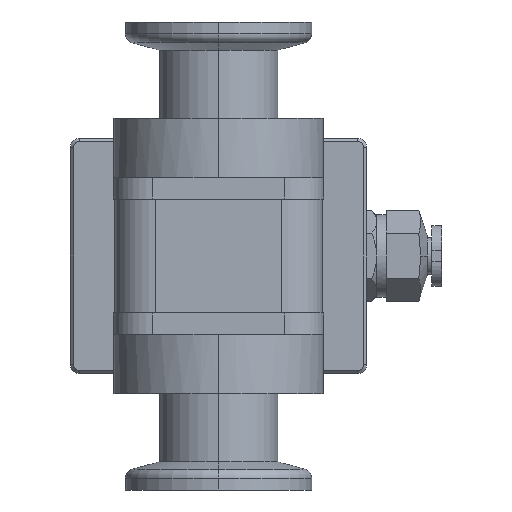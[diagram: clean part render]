
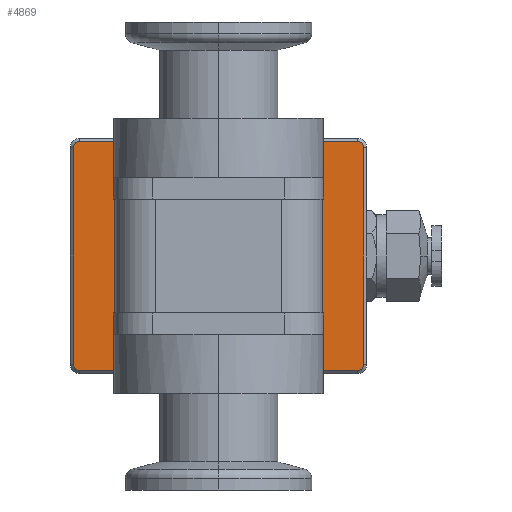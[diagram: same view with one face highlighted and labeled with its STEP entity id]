
A CAD part, front view. The second image highlights one B-rep face of the part: STEP entity #4869.
In plain terms, the highlighted planar face has unit normal (0, -1, 0).
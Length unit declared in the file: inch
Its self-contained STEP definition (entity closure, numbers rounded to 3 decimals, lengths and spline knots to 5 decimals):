
#490=DIRECTION('',(1.,0.,0.));
#491=VECTOR('',#490,1.28);
#492=CARTESIAN_POINT('',(-0.64,1.365,0.46));
#493=LINE('',#492,#491);
#498=DIRECTION('',(0.,0.,-1.));
#499=VECTOR('',#498,1.37);
#500=CARTESIAN_POINT('',(0.9175,1.365,0.685));
#501=LINE('',#500,#499);
#502=CARTESIAN_POINT('',(0.8775,1.365,-0.685));
#503=DIRECTION('',(0.,1.,0.));
#504=DIRECTION('',(1.,0.,0.));
#505=AXIS2_PLACEMENT_3D('',#502,#503,#504);
#507=DIRECTION('',(-1.,0.,0.));
#508=VECTOR('',#507,1.755);
#509=CARTESIAN_POINT('',(0.8775,1.365,-0.725));
#510=LINE('',#509,#508);
#511=CARTESIAN_POINT('',(-0.8775,1.365,-0.685));
#512=DIRECTION('',(0.,1.,0.));
#513=DIRECTION('',(0.,0.,-1.));
#514=AXIS2_PLACEMENT_3D('',#511,#512,#513);
#516=DIRECTION('',(0.,0.,1.));
#517=VECTOR('',#516,1.37);
#518=CARTESIAN_POINT('',(-0.9175,1.365,-0.685));
#519=LINE('',#518,#517);
#520=CARTESIAN_POINT('',(-0.8775,1.365,0.685));
#521=DIRECTION('',(0.,1.,0.));
#522=DIRECTION('',(-1.,0.,0.));
#523=AXIS2_PLACEMENT_3D('',#520,#521,#522);
#525=DIRECTION('',(1.,0.,0.));
#526=VECTOR('',#525,1.755);
#527=CARTESIAN_POINT('',(-0.8775,1.365,0.725));
#528=LINE('',#527,#526);
#529=CARTESIAN_POINT('',(0.8775,1.365,0.685));
#530=DIRECTION('',(0.,1.,0.));
#531=DIRECTION('',(0.,0.,1.));
#532=AXIS2_PLACEMENT_3D('',#529,#530,#531);
#534=DIRECTION('',(0.,0.,1.));
#535=VECTOR('',#534,0.92);
#536=CARTESIAN_POINT('',(-0.64,1.365,-0.46));
#537=LINE('',#536,#535);
#550=DIRECTION('',(1.,0.,0.));
#551=VECTOR('',#550,1.28);
#552=CARTESIAN_POINT('',(-0.64,1.365,-0.46));
#553=LINE('',#552,#551);
#554=DIRECTION('',(0.,0.,1.));
#555=VECTOR('',#554,0.92);
#556=CARTESIAN_POINT('',(0.64,1.365,-0.46));
#557=LINE('',#556,#555);
#3430=CARTESIAN_POINT('',(-0.64,1.365,-0.46));
#3431=CARTESIAN_POINT('',(-0.64,1.365,0.46));
#3432=VERTEX_POINT('',#3430);
#3433=VERTEX_POINT('',#3431);
#3434=CARTESIAN_POINT('',(0.64,1.365,-0.46));
#3435=CARTESIAN_POINT('',(0.64,1.365,0.46));
#3436=VERTEX_POINT('',#3434);
#3437=VERTEX_POINT('',#3435);
#3460=CARTESIAN_POINT('',(0.9175,1.365,0.685));
#3461=CARTESIAN_POINT('',(0.9175,1.365,-0.685));
#3462=VERTEX_POINT('',#3460);
#3463=VERTEX_POINT('',#3461);
#3468=CARTESIAN_POINT('',(0.8775,1.365,-0.725));
#3469=CARTESIAN_POINT('',(-0.8775,1.365,-0.725));
#3470=VERTEX_POINT('',#3468);
#3471=VERTEX_POINT('',#3469);
#3476=CARTESIAN_POINT('',(-0.9175,1.365,-0.685));
#3477=CARTESIAN_POINT('',(-0.9175,1.365,0.685));
#3478=VERTEX_POINT('',#3476);
#3479=VERTEX_POINT('',#3477);
#3482=CARTESIAN_POINT('',(-0.8775,1.365,0.725));
#3483=CARTESIAN_POINT('',(0.8775,1.365,0.725));
#3484=VERTEX_POINT('',#3482);
#3485=VERTEX_POINT('',#3483);
#4837=CARTESIAN_POINT('',(-0.9375,1.365,-0.745));
#4838=DIRECTION('',(0.,-1.,0.));
#4839=DIRECTION('',(1.,0.,0.));
#4840=AXIS2_PLACEMENT_3D('',#4837,#4838,#4839);
#4841=PLANE('',#4840);
#4843=ORIENTED_EDGE('',*,*,#4842,.T.);
#4845=ORIENTED_EDGE('',*,*,#4844,.T.);
#4847=ORIENTED_EDGE('',*,*,#4846,.T.);
#4849=ORIENTED_EDGE('',*,*,#4848,.T.);
#4851=ORIENTED_EDGE('',*,*,#4850,.T.);
#4853=ORIENTED_EDGE('',*,*,#4852,.T.);
#4855=ORIENTED_EDGE('',*,*,#4854,.T.);
#4857=ORIENTED_EDGE('',*,*,#4856,.T.);
#4858=EDGE_LOOP('',(#4843,#4845,#4847,#4849,#4851,#4853,#4855,#4857));
#4859=FACE_OUTER_BOUND('',#4858,.F.);
#4861=ORIENTED_EDGE('',*,*,#4860,.F.);
#4863=ORIENTED_EDGE('',*,*,#4862,.T.);
#4865=ORIENTED_EDGE('',*,*,#4864,.T.);
#4866=ORIENTED_EDGE('',*,*,#4827,.F.);
#4867=EDGE_LOOP('',(#4861,#4863,#4865,#4866));
#4868=FACE_BOUND('',#4867,.F.);
#506=CIRCLE('',#505,0.04);
#515=CIRCLE('',#514,0.04);
#524=CIRCLE('',#523,0.04);
#533=CIRCLE('',#532,0.04);
#4827=EDGE_CURVE('',#3433,#3437,#493,.T.);
#4842=EDGE_CURVE('',#3462,#3463,#501,.T.);
#4844=EDGE_CURVE('',#3463,#3470,#506,.T.);
#4846=EDGE_CURVE('',#3470,#3471,#510,.T.);
#4848=EDGE_CURVE('',#3471,#3478,#515,.T.);
#4850=EDGE_CURVE('',#3478,#3479,#519,.T.);
#4852=EDGE_CURVE('',#3479,#3484,#524,.T.);
#4854=EDGE_CURVE('',#3484,#3485,#528,.T.);
#4856=EDGE_CURVE('',#3485,#3462,#533,.T.);
#4860=EDGE_CURVE('',#3432,#3433,#537,.T.);
#4862=EDGE_CURVE('',#3432,#3436,#553,.T.);
#4864=EDGE_CURVE('',#3436,#3437,#557,.T.);
#4869=ADVANCED_FACE('',(#4859,#4868),#4841,.T.);
